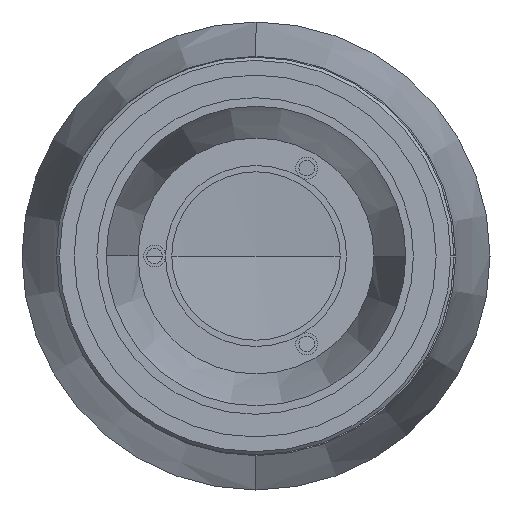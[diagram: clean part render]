
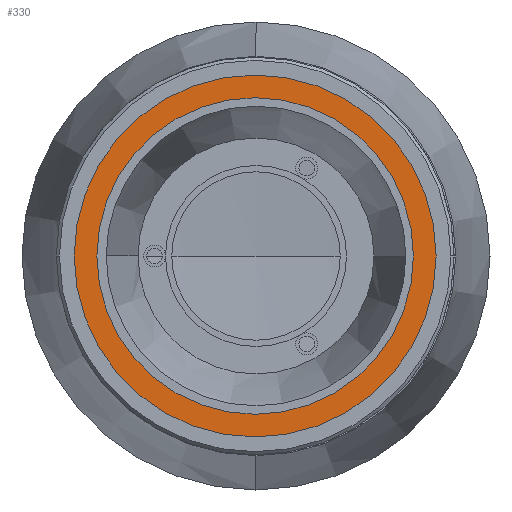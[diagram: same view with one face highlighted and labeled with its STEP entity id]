
A CAD part, left-side view. The second image highlights one B-rep face of the part: STEP entity #330.
In plain terms, the highlighted planar face has unit normal (-1, 0, 0).
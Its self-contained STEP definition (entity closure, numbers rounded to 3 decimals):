
#244 = VERTEX_POINT ( 'NONE', #1627 ) ;
#329 = DIRECTION ( 'NONE',  ( 0., 1., 0. ) ) ;
#330 = ADVANCED_FACE ( 'NONE', ( #655, #2096 ), #1432, .T. ) ;
#427 = ORIENTED_EDGE ( 'NONE', *, *, #2133, .F. ) ;
#559 = EDGE_LOOP ( 'NONE', ( #427, #788 ) ) ;
#630 = DIRECTION ( 'NONE',  ( -1., 0., 0. ) ) ;
#655 = FACE_BOUND ( 'NONE', #1455, .T. ) ;
#660 = CARTESIAN_POINT ( 'NONE',  ( -140.614, 0.136, 0. ) ) ;
#687 = DIRECTION ( 'NONE',  ( 0., -1., 0. ) ) ;
#744 = AXIS2_PLACEMENT_3D ( 'NONE', #1372, #630, #687 ) ;
#780 = AXIS2_PLACEMENT_3D ( 'NONE', #2196, #1440, #2250 ) ;
#788 = ORIENTED_EDGE ( 'NONE', *, *, #1960, .F. ) ;
#821 = CIRCLE ( 'NONE', #1978, 29. ) ;
#969 = ORIENTED_EDGE ( 'NONE', *, *, #1297, .T. ) ;
#1072 = ORIENTED_EDGE ( 'NONE', *, *, #2060, .T. ) ;
#1116 = CIRCLE ( 'NONE', #1294, 25.364 ) ;
#1138 = CIRCLE ( 'NONE', #780, 25.364 ) ;
#1294 = AXIS2_PLACEMENT_3D ( 'NONE', #660, #1629, #1922 ) ;
#1296 = VERTEX_POINT ( 'NONE', #1911 ) ;
#1297 = EDGE_CURVE ( 'NONE', #244, #1296, #1116, .T. ) ;
#1372 = CARTESIAN_POINT ( 'NONE',  ( -140.614, 29.136, 0. ) ) ;
#1390 = CIRCLE ( 'NONE', #1858, 29. ) ;
#1432 = PLANE ( 'NONE',  #744 ) ;
#1440 = DIRECTION ( 'NONE',  ( 1., 0., 0. ) ) ;
#1455 = EDGE_LOOP ( 'NONE', ( #1072, #969 ) ) ;
#1478 = CARTESIAN_POINT ( 'NONE',  ( -140.614, 29.136, 0. ) ) ;
#1520 = CARTESIAN_POINT ( 'NONE',  ( -140.614, -28.864, 0. ) ) ;
#1581 = DIRECTION ( 'NONE',  ( 1., 0., 0. ) ) ;
#1627 = CARTESIAN_POINT ( 'NONE',  ( -140.614, -25.228, 0. ) ) ;
#1629 = DIRECTION ( 'NONE',  ( 1., 0., 0. ) ) ;
#1712 = CARTESIAN_POINT ( 'NONE',  ( -140.614, 0.136, 0. ) ) ;
#1858 = AXIS2_PLACEMENT_3D ( 'NONE', #2341, #1581, #329 ) ;
#1911 = CARTESIAN_POINT ( 'NONE',  ( -140.614, 25.5, 0. ) ) ;
#1922 = DIRECTION ( 'NONE',  ( 0., 1., 0. ) ) ;
#1960 = EDGE_CURVE ( 'NONE', #2057, #2128, #821, .T. ) ;
#1978 = AXIS2_PLACEMENT_3D ( 'NONE', #1712, #2261, #2274 ) ;
#2057 = VERTEX_POINT ( 'NONE', #1520 ) ;
#2060 = EDGE_CURVE ( 'NONE', #1296, #244, #1138, .T. ) ;
#2096 = FACE_OUTER_BOUND ( 'NONE', #559, .T. ) ;
#2128 = VERTEX_POINT ( 'NONE', #1478 ) ;
#2133 = EDGE_CURVE ( 'NONE', #2128, #2057, #1390, .T. ) ;
#2196 = CARTESIAN_POINT ( 'NONE',  ( -140.614, 0.136, 0. ) ) ;
#2250 = DIRECTION ( 'NONE',  ( 0., 1., 0. ) ) ;
#2261 = DIRECTION ( 'NONE',  ( 1., 0., 0. ) ) ;
#2274 = DIRECTION ( 'NONE',  ( 0., 1., 0. ) ) ;
#2341 = CARTESIAN_POINT ( 'NONE',  ( -140.614, 0.136, 0. ) ) ;
